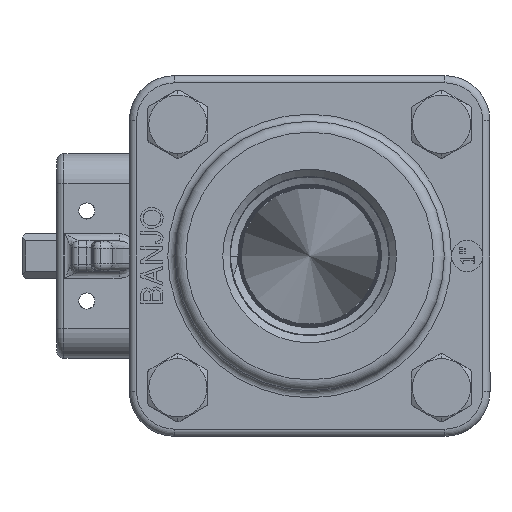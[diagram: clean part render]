
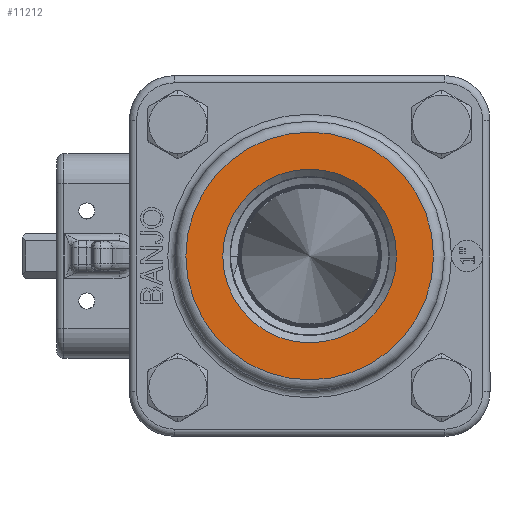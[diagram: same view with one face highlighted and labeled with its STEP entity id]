
A CAD part, left-side view. The second image highlights one B-rep face of the part: STEP entity #11212.
In plain terms, the highlighted face is planar.
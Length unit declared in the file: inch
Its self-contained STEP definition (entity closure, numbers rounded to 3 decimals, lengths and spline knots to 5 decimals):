
#1060=FACE_BOUND('',#2179,.T.);
#1433=FACE_OUTER_BOUND('',#2178,.T.);
#2178=EDGE_LOOP('',(#9109,#9110));
#2179=EDGE_LOOP('',(#9111,#9112));
#4289=CIRCLE('',#12458,1.03);
#4291=CIRCLE('',#12460,1.03);
#4292=CIRCLE('',#12462,0.7225);
#4293=CIRCLE('',#12463,0.7225);
#5183=VERTEX_POINT('',#21920);
#5184=VERTEX_POINT('',#21921);
#5185=VERTEX_POINT('',#21926);
#5186=VERTEX_POINT('',#21927);
#6551=EDGE_CURVE('',#5183,#5184,#4289,.T.);
#6553=EDGE_CURVE('',#5184,#5183,#4291,.T.);
#6554=EDGE_CURVE('',#5185,#5186,#4292,.T.);
#6555=EDGE_CURVE('',#5186,#5185,#4293,.T.);
#9109=ORIENTED_EDGE('',*,*,#6551,.F.);
#9110=ORIENTED_EDGE('',*,*,#6553,.F.);
#9111=ORIENTED_EDGE('',*,*,#6554,.F.);
#9112=ORIENTED_EDGE('',*,*,#6555,.F.);
#10781=PLANE('',#12461);
#11212=ADVANCED_FACE('',(#1433,#1060),#10781,.T.);
#12458=AXIS2_PLACEMENT_3D('',#21922,#14797,#14798);
#12460=AXIS2_PLACEMENT_3D('',#21924,#14801,#14802);
#12461=AXIS2_PLACEMENT_3D('',#21925,#14803,#14804);
#12462=AXIS2_PLACEMENT_3D('',#21928,#14805,#14806);
#12463=AXIS2_PLACEMENT_3D('',#21929,#14807,#14808);
#14797=DIRECTION('center_axis',(-1.,0.,0.));
#14798=DIRECTION('ref_axis',(0.,-1.,0.));
#14801=DIRECTION('center_axis',(-1.,0.,0.));
#14802=DIRECTION('ref_axis',(0.,-1.,0.));
#14803=DIRECTION('center_axis',(1.,0.,0.));
#14804=DIRECTION('ref_axis',(0.,0.,-1.));
#14805=DIRECTION('center_axis',(1.,0.,0.));
#14806=DIRECTION('ref_axis',(0.,1.,0.));
#14807=DIRECTION('center_axis',(1.,0.,0.));
#14808=DIRECTION('ref_axis',(0.,1.,0.));
#21920=CARTESIAN_POINT('',(1.375,1.03,0.));
#21921=CARTESIAN_POINT('',(1.375,0.,1.03));
#21922=CARTESIAN_POINT('Origin',(1.375,0.,0.));
#21924=CARTESIAN_POINT('Origin',(1.375,0.,0.));
#21925=CARTESIAN_POINT('Origin',(1.375,0.92125,0.));
#21926=CARTESIAN_POINT('',(1.375,0.7225,0.));
#21927=CARTESIAN_POINT('',(1.375,-0.7225,0.));
#21928=CARTESIAN_POINT('Origin',(1.375,0.,0.));
#21929=CARTESIAN_POINT('Origin',(1.375,0.,0.));
